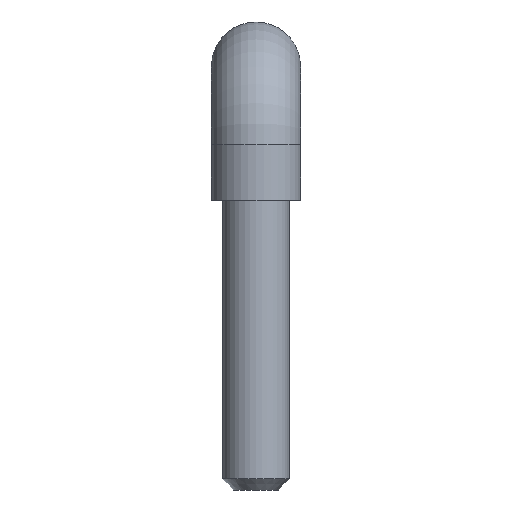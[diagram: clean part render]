
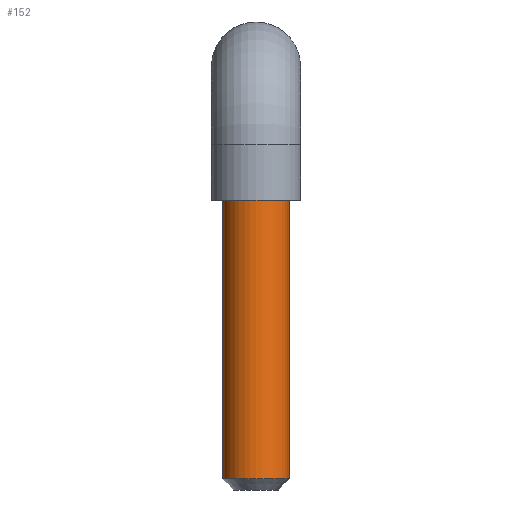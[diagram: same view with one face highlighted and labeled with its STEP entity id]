
A CAD part, left-side view. The second image highlights one B-rep face of the part: STEP entity #152.
In plain terms, the highlighted cylindrical face has radius 0.3 mm (diameter 0.6 mm), a full revolution.
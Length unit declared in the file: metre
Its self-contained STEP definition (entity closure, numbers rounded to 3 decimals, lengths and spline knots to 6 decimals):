
#24=CYLINDRICAL_SURFACE('',#216,0.0003);
#45=ORIENTED_EDGE('',*,*,#60,.T.);
#46=ORIENTED_EDGE('',*,*,#59,.F.);
#59=EDGE_CURVE('',#71,#71,#83,.T.);
#60=EDGE_CURVE('',#72,#72,#84,.T.);
#71=VERTEX_POINT('',#316);
#72=VERTEX_POINT('',#319);
#83=CIRCLE('',#215,0.0003);
#84=CIRCLE('',#217,0.0003);
#105=EDGE_LOOP('',(#45));
#106=EDGE_LOOP('',(#46));
#129=FACE_BOUND('',#105,.T.);
#130=FACE_BOUND('',#106,.T.);
#152=ADVANCED_FACE('',(#129,#130),#24,.T.);
#215=AXIS2_PLACEMENT_3D('',#315,#271,#272);
#216=AXIS2_PLACEMENT_3D('',#317,#273,#274);
#217=AXIS2_PLACEMENT_3D('',#318,#275,#276);
#271=DIRECTION('',(0.,0.,1.));
#272=DIRECTION('',(1.,0.,0.));
#273=DIRECTION('',(0.,0.,1.));
#274=DIRECTION('',(1.,0.,0.));
#275=DIRECTION('',(0.,0.,1.));
#276=DIRECTION('',(1.,0.,0.));
#315=CARTESIAN_POINT('',(0.,0.008,0.));
#316=CARTESIAN_POINT('',(0.0003,0.008,0.));
#317=CARTESIAN_POINT('',(0.,0.008,-0.002602));
#318=CARTESIAN_POINT('',(0.,0.008,-0.0025));
#319=CARTESIAN_POINT('',(0.0003,0.008,-0.0025));
